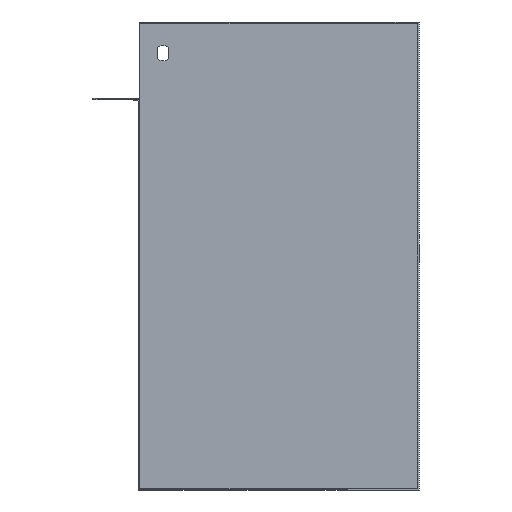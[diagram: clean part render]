
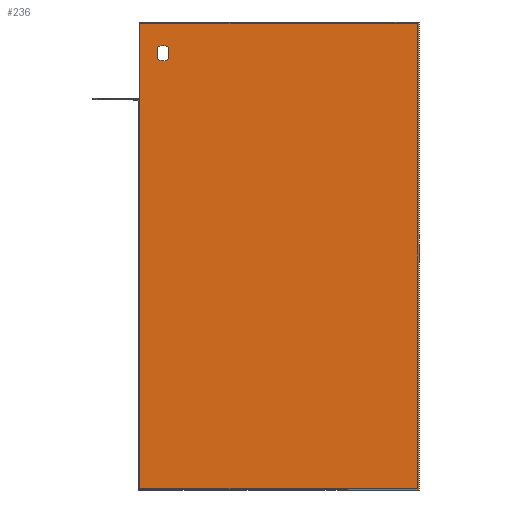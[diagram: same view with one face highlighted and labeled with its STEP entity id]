
A CAD part, left-side view. The second image highlights one B-rep face of the part: STEP entity #236.
In plain terms, the highlighted planar face has unit normal (-1, 0, 0).
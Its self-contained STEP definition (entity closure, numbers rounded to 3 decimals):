
#19 = AXIS2_PLACEMENT_3D ( 'NONE', #588, #587, #586 ) ;
#20 = AXIS2_PLACEMENT_3D ( 'NONE', #610, #572, #582 ) ;
#37 = EDGE_CURVE ( 'NONE', #1200, #1204, #498, .T. ) ;
#47 = EDGE_CURVE ( 'NONE', #1216, #1223, #516, .T. ) ;
#48 = EDGE_CURVE ( 'NONE', #1222, #1223, #505, .T. ) ;
#49 = EDGE_CURVE ( 'NONE', #1217, #1222, #518, .T. ) ;
#50 = EDGE_CURVE ( 'NONE', #1217, #1215, #522, .T. ) ;
#62 = EDGE_CURVE ( 'NONE', #1216, #1225, #896, .T. ) ;
#63 = EDGE_CURVE ( 'NONE', #1204, #1225, #895, .T. ) ;
#65 = EDGE_CURVE ( 'NONE', #1219, #1220, #901, .T. ) ;
#66 = EDGE_CURVE ( 'NONE', #1213, #1219, #898, .T. ) ;
#67 = EDGE_CURVE ( 'NONE', #1220, #1212, #904, .T. ) ;
#69 = EDGE_CURVE ( 'NONE', #1200, #1215, #905, .T. ) ;
#70 = EDGE_CURVE ( 'NONE', #1212, #1213, #907, .T. ) ;
#165 = AXIS2_PLACEMENT_3D ( 'NONE', #856, #860, #861 ) ;
#236 = ADVANCED_FACE ( 'NONE', ( #1092, #1096 ), #854, .F. ) ;
#433 = EDGE_LOOP ( 'NONE', ( #486, #1187, #1186, #1185 ) ) ;
#483 = EDGE_LOOP ( 'NONE', ( #1184, #1183, #1182, #1181, #1180, #1179, #1178, #1177 ) ) ;
#486 = ORIENTED_EDGE ( 'NONE', *, *, #70, .T. ) ;
#498 = LINE ( 'NONE', #1286, #502 ) ;
#502 = VECTOR ( 'NONE', #1271, 1000. ) ;
#505 = LINE ( 'NONE', #1308, #521 ) ;
#516 = LINE ( 'NONE', #1307, #519 ) ;
#518 = LINE ( 'NONE', #1311, #523 ) ;
#519 = VECTOR ( 'NONE', #1304, 1000. ) ;
#521 = VECTOR ( 'NONE', #1305, 1000. ) ;
#522 = LINE ( 'NONE', #1287, #525 ) ;
#523 = VECTOR ( 'NONE', #1302, 1000. ) ;
#525 = VECTOR ( 'NONE', #1289, 1000. ) ;
#541 = CARTESIAN_POINT ( 'NONE',  ( 0., 179., -299. ) ) ;
#572 = DIRECTION ( 'NONE',  ( 1., 0., 0. ) ) ;
#573 = CARTESIAN_POINT ( 'NONE',  ( 0., 0., 1. ) ) ;
#578 = DIRECTION ( 'NONE',  ( 0., 0., -1. ) ) ;
#582 = DIRECTION ( 'NONE',  ( 0., 0., -1. ) ) ;
#586 = DIRECTION ( 'NONE',  ( 0., 0., -1. ) ) ;
#587 = DIRECTION ( 'NONE',  ( 1., 0., 0. ) ) ;
#588 = CARTESIAN_POINT ( 'NONE',  ( 0., 164., -19. ) ) ;
#589 = CARTESIAN_POINT ( 'NONE',  ( 0., 179., 1. ) ) ;
#591 = DIRECTION ( 'NONE',  ( 0., -1., 0. ) ) ;
#606 = CARTESIAN_POINT ( 'NONE',  ( 0., 167.5, -15.429 ) ) ;
#610 = CARTESIAN_POINT ( 'NONE',  ( 0., 164., -19. ) ) ;
#614 = DIRECTION ( 'NONE',  ( 0., 0., 1. ) ) ;
#631 = CARTESIAN_POINT ( 'NONE',  ( 0., 160.5, -15.429 ) ) ;
#632 = DIRECTION ( 'NONE',  ( 0., 0., -1. ) ) ;
#634 = DIRECTION ( 'NONE',  ( 0., 0., -1. ) ) ;
#854 = PLANE ( 'NONE',  #165 ) ;
#856 = CARTESIAN_POINT ( 'NONE',  ( 0., 179., 1. ) ) ;
#860 = DIRECTION ( 'NONE',  ( 1., 0., 0. ) ) ;
#861 = DIRECTION ( 'NONE',  ( 0., 1., 0. ) ) ;
#895 = LINE ( 'NONE', #573, #899 ) ;
#896 = LINE ( 'NONE', #541, #897 ) ;
#897 = VECTOR ( 'NONE', #591, 1000. ) ;
#898 = CIRCLE ( 'NONE', #20, 5. ) ;
#899 = VECTOR ( 'NONE', #578, 1000. ) ;
#901 = LINE ( 'NONE', #606, #903 ) ;
#903 = VECTOR ( 'NONE', #614, 1000. ) ;
#904 = CIRCLE ( 'NONE', #19, 5. ) ;
#905 = LINE ( 'NONE', #589, #908 ) ;
#907 = LINE ( 'NONE', #631, #910 ) ;
#908 = VECTOR ( 'NONE', #632, 1000. ) ;
#910 = VECTOR ( 'NONE', #634, 1000. ) ;
#1092 = FACE_BOUND ( 'NONE', #433, .T. ) ;
#1096 = FACE_OUTER_BOUND ( 'NONE', #483, .T. ) ;
#1177 = ORIENTED_EDGE ( 'NONE', *, *, #37, .F. ) ;
#1178 = ORIENTED_EDGE ( 'NONE', *, *, #63, .F. ) ;
#1179 = ORIENTED_EDGE ( 'NONE', *, *, #62, .T. ) ;
#1180 = ORIENTED_EDGE ( 'NONE', *, *, #47, .F. ) ;
#1181 = ORIENTED_EDGE ( 'NONE', *, *, #48, .T. ) ;
#1182 = ORIENTED_EDGE ( 'NONE', *, *, #49, .T. ) ;
#1183 = ORIENTED_EDGE ( 'NONE', *, *, #50, .F. ) ;
#1184 = ORIENTED_EDGE ( 'NONE', *, *, #69, .T. ) ;
#1185 = ORIENTED_EDGE ( 'NONE', *, *, #67, .T. ) ;
#1186 = ORIENTED_EDGE ( 'NONE', *, *, #65, .T. ) ;
#1187 = ORIENTED_EDGE ( 'NONE', *, *, #66, .T. ) ;
#1200 = VERTEX_POINT ( 'NONE', #1343 ) ;
#1204 = VERTEX_POINT ( 'NONE', #1347 ) ;
#1212 = VERTEX_POINT ( 'NONE', #1355 ) ;
#1213 = VERTEX_POINT ( 'NONE', #1356 ) ;
#1215 = VERTEX_POINT ( 'NONE', #1358 ) ;
#1216 = VERTEX_POINT ( 'NONE', #1359 ) ;
#1217 = VERTEX_POINT ( 'NONE', #1360 ) ;
#1219 = VERTEX_POINT ( 'NONE', #1362 ) ;
#1220 = VERTEX_POINT ( 'NONE', #1363 ) ;
#1222 = VERTEX_POINT ( 'NONE', #1365 ) ;
#1223 = VERTEX_POINT ( 'NONE', #1366 ) ;
#1225 = VERTEX_POINT ( 'NONE', #1368 ) ;
#1271 = DIRECTION ( 'NONE',  ( 0., -1., 0. ) ) ;
#1286 = CARTESIAN_POINT ( 'NONE',  ( 0., 179., 1. ) ) ;
#1287 = CARTESIAN_POINT ( 'NONE',  ( 0., 179., -48. ) ) ;
#1289 = DIRECTION ( 'NONE',  ( 0., -1., 0. ) ) ;
#1302 = DIRECTION ( 'NONE',  ( 0., 0., -1. ) ) ;
#1304 = DIRECTION ( 'NONE',  ( 0., 0., 1. ) ) ;
#1305 = DIRECTION ( 'NONE',  ( 0., -1., 0. ) ) ;
#1307 = CARTESIAN_POINT ( 'NONE',  ( 0., 180., -299. ) ) ;
#1308 = CARTESIAN_POINT ( 'NONE',  ( 0., 179., -49. ) ) ;
#1311 = CARTESIAN_POINT ( 'NONE',  ( 0., 209., -48. ) ) ;
#1343 = CARTESIAN_POINT ( 'NONE',  ( 0., 179., 1. ) ) ;
#1347 = CARTESIAN_POINT ( 'NONE',  ( 0., 0., 1. ) ) ;
#1355 = CARTESIAN_POINT ( 'NONE',  ( 0., 160.5, -15.429 ) ) ;
#1356 = CARTESIAN_POINT ( 'NONE',  ( 0., 160.5, -22.571 ) ) ;
#1358 = CARTESIAN_POINT ( 'NONE',  ( 0., 179., -48. ) ) ;
#1359 = CARTESIAN_POINT ( 'NONE',  ( 0., 180., -299. ) ) ;
#1360 = CARTESIAN_POINT ( 'NONE',  ( 0., 209., -48. ) ) ;
#1362 = CARTESIAN_POINT ( 'NONE',  ( 0., 167.5, -22.571 ) ) ;
#1363 = CARTESIAN_POINT ( 'NONE',  ( 0., 167.5, -15.429 ) ) ;
#1365 = CARTESIAN_POINT ( 'NONE',  ( 0., 209., -49. ) ) ;
#1366 = CARTESIAN_POINT ( 'NONE',  ( 0., 180., -49. ) ) ;
#1368 = CARTESIAN_POINT ( 'NONE',  ( 0., 0., -299. ) ) ;
